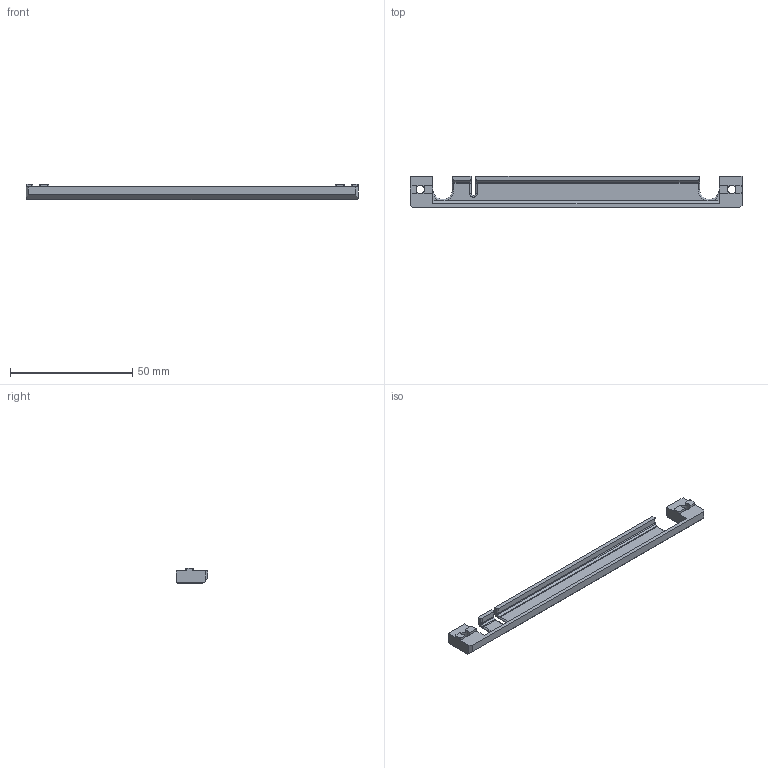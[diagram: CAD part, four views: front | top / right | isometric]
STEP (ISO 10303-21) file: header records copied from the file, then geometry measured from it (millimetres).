
FILE_DESCRIPTION(/* description */ (''),/* implementation_level */ '2;1');
FILE_NAME(/* name */ 'rear_gantry_wire_cover.step',/* time_stamp */ '2025-09-01T14:00:59-07:00',/* author */ (''),/* organization */ (''),/* preprocessor_version */ 'ST-DEVELOPER v20.1',/* originating_system */ 'Autodesk Translation Framework v14.10.0.0',/* authorisation */ '');
FILE_SCHEMA (('AUTOMOTIVE_DESIGN { 1 0 10303 214 3 1 1 }'));
Length unit declared in the file: millimetre
Products named in the file (1): rear_gantry_wire_cover
Bounding box: 136 x 13 x 6.2 mm (x, y, z)
Volume: 3682 mm3; surface area: 5377.4 mm2
Topology: 1 solids, 1 shells, 131 faces, 354 edges, 223 vertices
Faces by surface type: plane 79, cylinder 36, torus 11, cone 5
Full cylindrical faces by diameter (mm): 3.4 x2, 6 x2
Entity records: 4151 total; most frequent: CARTESIAN_POINT 735, DIRECTION 730, ORIENTED_EDGE 708, EDGE_CURVE 354, AXIS2_PLACEMENT_3D 248, LINE 234, VECTOR 234, VERTEX_POINT 223
